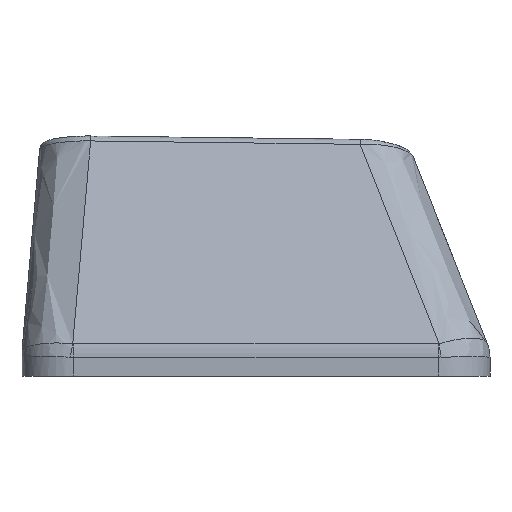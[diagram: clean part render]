
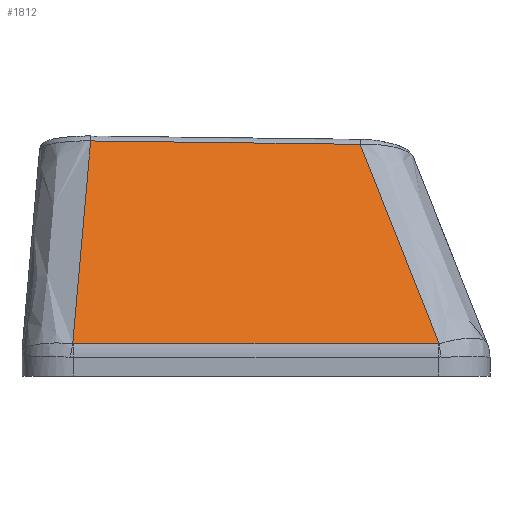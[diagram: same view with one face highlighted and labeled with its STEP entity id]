
A CAD part, left-side view. The second image highlights one B-rep face of the part: STEP entity #1812.
In plain terms, the highlighted free-form (B-spline) face has degree [3, 3] with [4, 4] control points.
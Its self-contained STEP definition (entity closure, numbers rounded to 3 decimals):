
#233=FACE_OUTER_BOUND('',#323,.T.);
#323=EDGE_LOOP('',(#1399,#1400,#1401,#1402,#1403,#1404));
#520=B_SPLINE_CURVE_WITH_KNOTS('',3,(#3970,#3971,#3972,#3973),
 .UNSPECIFIED.,.F.,.F.,(4,4),(0.,0.003),.UNSPECIFIED.);
#522=B_SPLINE_CURVE_WITH_KNOTS('',3,(#3997,#3998,#3999,#4000),
 .UNSPECIFIED.,.F.,.F.,(4,4),(0.,1.416),.UNSPECIFIED.);
#524=B_SPLINE_CURVE_WITH_KNOTS('',3,(#4024,#4025,#4026,#4027),
 .UNSPECIFIED.,.F.,.F.,(4,4),(0.,0.003),.UNSPECIFIED.);
#527=B_SPLINE_CURVE_WITH_KNOTS('',3,(#4123,#4124,#4125,#4126),
 .UNSPECIFIED.,.F.,.F.,(4,4),(0.032,0.914),
 .UNSPECIFIED.);
#528=B_SPLINE_CURVE_WITH_KNOTS('',3,(#4128,#4129,#4130,#4131),
 .UNSPECIFIED.,.F.,.F.,(4,4),(-1.046,0.),
 .UNSPECIFIED.);
#529=B_SPLINE_CURVE_WITH_KNOTS('',3,(#4132,#4133,#4134,#4135),
 .UNSPECIFIED.,.F.,.F.,(4,4),(-0.869,-0.026),
 .UNSPECIFIED.);
#729=VERTEX_POINT('',#3929);
#731=VERTEX_POINT('',#3968);
#733=VERTEX_POINT('',#3995);
#735=VERTEX_POINT('',#4022);
#742=VERTEX_POINT('',#4122);
#743=VERTEX_POINT('',#4127);
#970=EDGE_CURVE('',#731,#729,#520,.T.);
#973=EDGE_CURVE('',#733,#731,#522,.T.);
#976=EDGE_CURVE('',#735,#733,#524,.T.);
#988=EDGE_CURVE('',#742,#735,#527,.T.);
#989=EDGE_CURVE('',#743,#742,#528,.T.);
#990=EDGE_CURVE('',#729,#743,#529,.T.);
#1399=ORIENTED_EDGE('',*,*,#970,.F.);
#1400=ORIENTED_EDGE('',*,*,#973,.F.);
#1401=ORIENTED_EDGE('',*,*,#976,.F.);
#1402=ORIENTED_EDGE('',*,*,#988,.F.);
#1403=ORIENTED_EDGE('',*,*,#989,.F.);
#1404=ORIENTED_EDGE('',*,*,#990,.F.);
#1754=B_SPLINE_SURFACE_WITH_KNOTS('',3,3,((#4106,#4107,#4108,#4109),(#4110,
#4111,#4112,#4113),(#4114,#4115,#4116,#4117),(#4118,#4119,#4120,#4121)),
 .UNSPECIFIED.,.F.,.F.,.F.,(4,4),(4,4),(0.104,0.892),
(0.029,0.97),.UNSPECIFIED.);
#1812=ADVANCED_FACE('',(#233),#1754,.T.);
#3929=CARTESIAN_POINT('',(-8.986,7.111,0.255));
#3968=CARTESIAN_POINT('',(-8.987,7.08,0.253));
#3970=CARTESIAN_POINT('Ctrl Pts',(-8.987,7.08,0.253));
#3971=CARTESIAN_POINT('Ctrl Pts',(-8.987,7.091,0.253));
#3972=CARTESIAN_POINT('Ctrl Pts',(-8.986,7.101,0.254));
#3973=CARTESIAN_POINT('Ctrl Pts',(-8.986,7.111,0.255));
#3995=CARTESIAN_POINT('',(-8.984,-7.081,0.255));
#3997=CARTESIAN_POINT('Ctrl Pts',(-8.984,-7.081,0.255));
#3998=CARTESIAN_POINT('Ctrl Pts',(-8.985,-2.36,0.255));
#3999=CARTESIAN_POINT('Ctrl Pts',(-8.986,2.36,0.254));
#4000=CARTESIAN_POINT('Ctrl Pts',(-8.987,7.08,0.253));
#4022=CARTESIAN_POINT('',(-8.984,-7.106,0.257));
#4024=CARTESIAN_POINT('Ctrl Pts',(-8.984,-7.106,0.257));
#4025=CARTESIAN_POINT('Ctrl Pts',(-8.984,-7.098,0.256));
#4026=CARTESIAN_POINT('Ctrl Pts',(-8.984,-7.089,0.255));
#4027=CARTESIAN_POINT('Ctrl Pts',(-8.984,-7.081,0.255));
#4106=CARTESIAN_POINT('Ctrl Pts',(-6.06,-4.418,8.028));
#4107=CARTESIAN_POINT('Ctrl Pts',(-7.036,-5.315,5.435));
#4108=CARTESIAN_POINT('Ctrl Pts',(-8.011,-6.212,2.843));
#4109=CARTESIAN_POINT('Ctrl Pts',(-8.987,-7.109,0.25));
#4110=CARTESIAN_POINT('Ctrl Pts',(-6.06,-0.669,
8.062));
#4111=CARTESIAN_POINT('Ctrl Pts',(-7.036,-1.236,5.458));
#4112=CARTESIAN_POINT('Ctrl Pts',(-8.011,-1.802,2.854));
#4113=CARTESIAN_POINT('Ctrl Pts',(-8.987,-2.369,0.251));
#4114=CARTESIAN_POINT('Ctrl Pts',(-6.06,3.08,8.095));
#4115=CARTESIAN_POINT('Ctrl Pts',(-7.036,2.844,5.481));
#4116=CARTESIAN_POINT('Ctrl Pts',(-8.011,2.607,2.866));
#4117=CARTESIAN_POINT('Ctrl Pts',(-8.987,2.371,0.252));
#4118=CARTESIAN_POINT('Ctrl Pts',(-6.06,6.828,8.128));
#4119=CARTESIAN_POINT('Ctrl Pts',(-7.036,6.923,5.503));
#4120=CARTESIAN_POINT('Ctrl Pts',(-8.011,7.017,2.878));
#4121=CARTESIAN_POINT('Ctrl Pts',(-8.987,7.111,0.253));
#4122=CARTESIAN_POINT('',(-6.075,-4.042,7.993));
#4123=CARTESIAN_POINT('Ctrl Pts',(-6.075,-4.042,7.993));
#4124=CARTESIAN_POINT('Ctrl Pts',(-7.044,-5.063,5.414));
#4125=CARTESIAN_POINT('Ctrl Pts',(-8.014,-6.085,2.836));
#4126=CARTESIAN_POINT('Ctrl Pts',(-8.984,-7.106,0.257));
#4127=CARTESIAN_POINT('',(-6.06,6.417,8.125));
#4128=CARTESIAN_POINT('Ctrl Pts',(-6.06,6.417,8.125));
#4129=CARTESIAN_POINT('Ctrl Pts',(-6.065,2.93,8.081));
#4130=CARTESIAN_POINT('Ctrl Pts',(-6.07,-0.556,8.038));
#4131=CARTESIAN_POINT('Ctrl Pts',(-6.075,-4.042,7.993));
#4132=CARTESIAN_POINT('Ctrl Pts',(-8.986,7.111,0.255));
#4133=CARTESIAN_POINT('Ctrl Pts',(-8.011,6.88,2.879));
#4134=CARTESIAN_POINT('Ctrl Pts',(-7.036,6.649,5.502));
#4135=CARTESIAN_POINT('Ctrl Pts',(-6.06,6.417,8.125));
